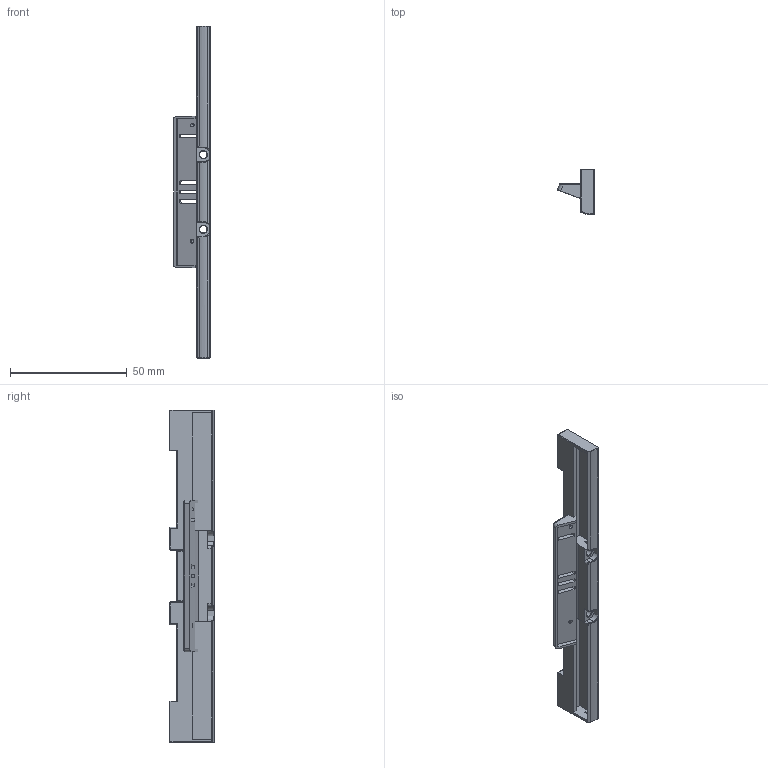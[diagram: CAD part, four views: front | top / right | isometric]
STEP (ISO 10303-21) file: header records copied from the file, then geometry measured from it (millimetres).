
FILE_DESCRIPTION (( 'STEP AP214' ), '1' );
FILE_NAME ('Camera base.STEP', '2025-08-09T06:10:45', ( '' ), ( '' ), 'SwSTEP 2.0', 'SolidWorks 2021', '' );
FILE_SCHEMA (( 'AUTOMOTIVE_DESIGN' ));
Length unit declared in the file: millimetre
Products named in the file (1): Camera base
Bounding box: 15.83 x 19.3 x 142.4 mm (x, y, z)
Volume: 10014.5 mm3; surface area: 10268.9 mm2
Topology: 1 solids, 1 shells, 273 faces, 698 edges, 430 vertices
Faces by surface type: plane 158, cylinder 63, bspline 28, cone 12, torus 12
Entity records: 9442 total; most frequent: CARTESIAN_POINT 3102, ORIENTED_EDGE 1392, DIRECTION 1190, EDGE_CURVE 696, LINE 458, VECTOR 458, VERTEX_POINT 430, AXIS2_PLACEMENT_3D 366
